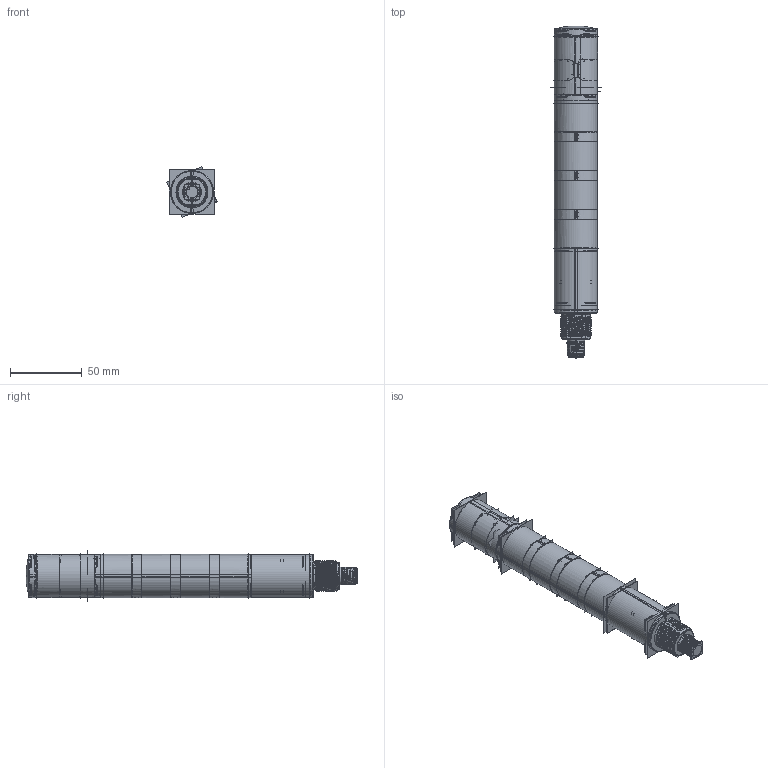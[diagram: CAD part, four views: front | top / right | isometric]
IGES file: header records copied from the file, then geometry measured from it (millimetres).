
Start section:  PTC IGES file: 204599.igs
Global section: file name: 204599.igs; native system: Creo Parametric by PTC Inc.; preprocessor: 2016260; author: pdmadmin; organization: Unknown; date: 20180509.144053; units: millimetre
Bounding box: 34.96 x 230.73 x 35 mm (x, y, z)
Volume: 67610.7 mm3; surface area: 345865.6 mm2
Topology: 16 solids, 16 shells, 4644 faces, 22250 edges, 27427 vertices
Faces by surface type: bspline 2718, revolution 1926
